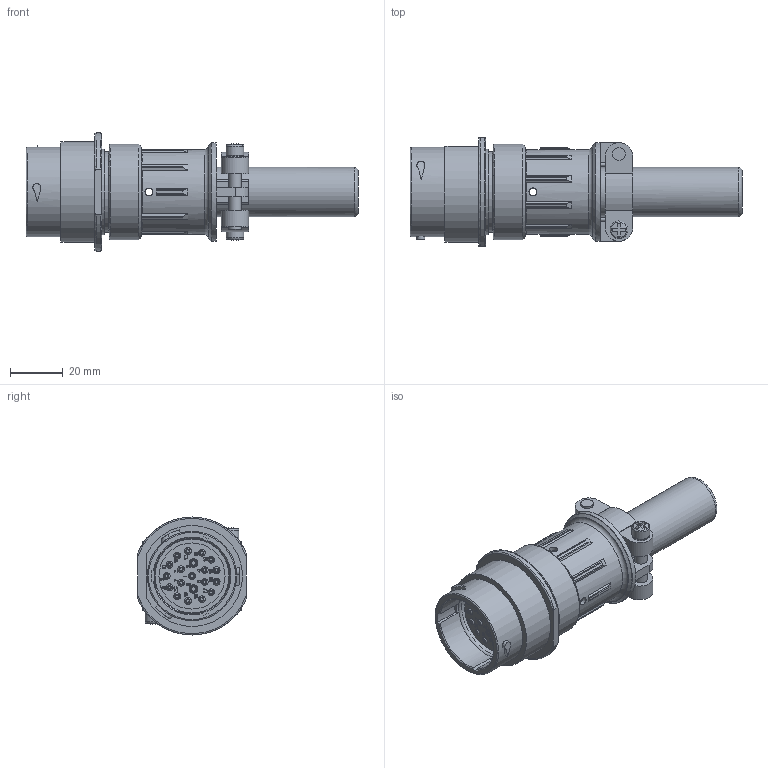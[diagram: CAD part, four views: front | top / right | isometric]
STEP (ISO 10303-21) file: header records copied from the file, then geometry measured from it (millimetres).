
FILE_DESCRIPTION(/* description */ ('STEP AP214'),/* implementation_level */ '2;1');
FILE_NAME(/* name */ 'AHDM04-18-20PN-059',/* time_stamp */ '2023-01-23T15:05:26+01:00',/* author */ ('License CC BY-ND 4.0'),/* organization */ ('CADENAS'),/* preprocessor_version */ 'ST-DEVELOPER v18.102',/* originating_system */ 'PARTsolutions',/* authorisation */ ' ');
FILE_SCHEMA (('AUTOMOTIVE_DESIGN {1 0 10303 214 3 1 1}'));
Length unit declared in the file: millimetre
Products named in the file (3): AHDM04-18-20PN-059; AHDMBS-18-059; AHDM04-18-20PN
Assembly tree (2 placements, depth 2):
  AHDM04-18-20PN-059
    AHDMBS-18-059
    AHDM04-18-20PN
Bounding box: 125.45 x 41.1 x 44.6 mm (x, y, z)
Volume: 64227.7 mm3; surface area: 26532.6 mm2
Topology: 2 solids, 2 shells, 1076 faces, 2623 edges, 1746 vertices
Faces by surface type: plane 723, cylinder 241, torus 67, cone 43, sphere 2
Full cylindrical faces by diameter (mm): 0.45 x3, 0.5 x1, 0.51 x1, 0.54 x6, 0.6 x1, 1.1 x18, 1.7 x2, 3 x4, 3.2 x18, 4.3 x2, 4.8 x6, 6.475 x2, 6.7 x2, 15.9 x1, 18.7 x1, 24.8 x1, 25 x1, 28.7 x2, 30.34 x1, 30.376 x1, 30.74 x1, 32 x1, 32.1 x1, 32.2 x1, 33.76 x1, 36 x1, 37.3 x1
Entity records: 38051 total; most frequent: CARTESIAN_POINT 5606, DIRECTION 5122, ORIENTED_EDGE 4796, EDGE_CURVE 2398, AXIS2_PLACEMENT_3D 1742, VERTEX_POINT 1690, LINE 1638, VECTOR 1638
